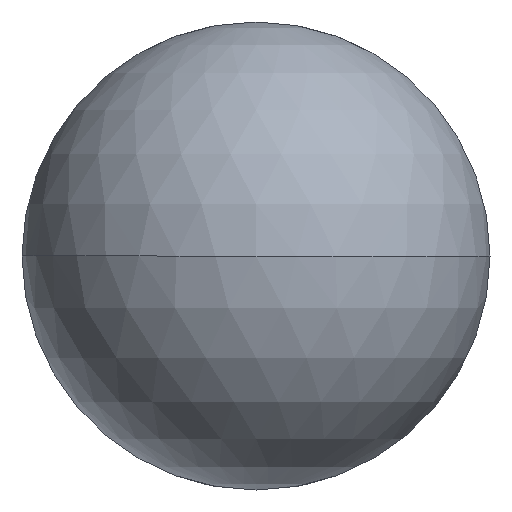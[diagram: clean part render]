
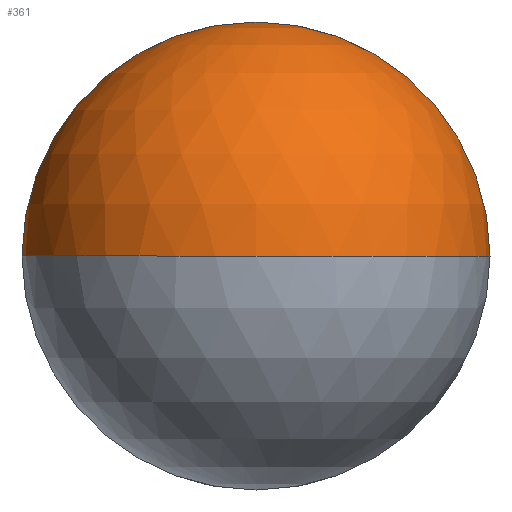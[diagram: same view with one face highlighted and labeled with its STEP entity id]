
A CAD part, front view. The second image highlights one B-rep face of the part: STEP entity #361.
In plain terms, the highlighted spherical face has radius 1.587 mm.
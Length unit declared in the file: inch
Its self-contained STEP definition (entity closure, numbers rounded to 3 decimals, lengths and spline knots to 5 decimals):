
#14 = CIRCLE ( 'NONE', #118, 0.0625 ) ;
#16 = ORIENTED_EDGE ( 'NONE', *, *, #336, .T. ) ;
#35 = CIRCLE ( 'NONE', #200, 0.0625 ) ;
#38 = CARTESIAN_POINT ( 'NONE',  ( 0., 0.0625, 0. ) ) ;
#47 = AXIS2_PLACEMENT_3D ( 'NONE', #221, #70, #76 ) ;
#64 = DIRECTION ( 'NONE',  ( 0., 0., -1. ) ) ;
#70 = DIRECTION ( 'NONE',  ( 0., 0., 1. ) ) ;
#72 = EDGE_CURVE ( 'NONE', #349, #294, #279, .T. ) ;
#76 = DIRECTION ( 'NONE',  ( 1., 0., 0. ) ) ;
#82 = CARTESIAN_POINT ( 'NONE',  ( 0., 0.0625, 0. ) ) ;
#94 = ORIENTED_EDGE ( 'NONE', *, *, #115, .F. ) ;
#97 = EDGE_LOOP ( 'NONE', ( #129, #347, #94, #16 ) ) ;
#112 = DIRECTION ( 'NONE',  ( 0., -1., 0. ) ) ;
#115 = EDGE_CURVE ( 'NONE', #203, #294, #14, .T. ) ;
#118 = AXIS2_PLACEMENT_3D ( 'NONE', #189, #174, #201 ) ;
#119 = VERTEX_POINT ( 'NONE', #223 ) ;
#129 = ORIENTED_EDGE ( 'NONE', *, *, #154, .T. ) ;
#154 = EDGE_CURVE ( 'NONE', #119, #349, #308, .T. ) ;
#174 = DIRECTION ( 'NONE',  ( 0., 0., -1. ) ) ;
#181 = FACE_OUTER_BOUND ( 'NONE', #97, .T. ) ;
#189 = CARTESIAN_POINT ( 'NONE',  ( 0., 0.0625, 0. ) ) ;
#192 = AXIS2_PLACEMENT_3D ( 'NONE', #82, #112, #197 ) ;
#197 = DIRECTION ( 'NONE',  ( 0., 0., -1. ) ) ;
#200 = AXIS2_PLACEMENT_3D ( 'NONE', #38, #330, #64 ) ;
#201 = DIRECTION ( 'NONE',  ( -1., 0., 0. ) ) ;
#203 = VERTEX_POINT ( 'NONE', #222 ) ;
#218 = CARTESIAN_POINT ( 'NONE',  ( 0., 0.0625, 0. ) ) ;
#221 = CARTESIAN_POINT ( 'NONE',  ( 0., 0.0625, 0. ) ) ;
#222 = CARTESIAN_POINT ( 'NONE',  ( 0.0625, 0.0625, 0. ) ) ;
#223 = CARTESIAN_POINT ( 'NONE',  ( 0., 0.0625, 0.0625 ) ) ;
#245 = DIRECTION ( 'NONE',  ( 1., 0., 0. ) ) ;
#279 = CIRCLE ( 'NONE', #47, 0.0625 ) ;
#288 = CARTESIAN_POINT ( 'NONE',  ( 0., 0., 0. ) ) ;
#292 = CARTESIAN_POINT ( 'NONE',  ( -0.0625, 0.0625, 0. ) ) ;
#294 = VERTEX_POINT ( 'NONE', #288 ) ;
#308 = CIRCLE ( 'NONE', #192, 0.0625 ) ;
#330 = DIRECTION ( 'NONE',  ( 0., -1., 0. ) ) ;
#336 = EDGE_CURVE ( 'NONE', #203, #119, #35, .T. ) ;
#347 = ORIENTED_EDGE ( 'NONE', *, *, #72, .T. ) ;
#349 = VERTEX_POINT ( 'NONE', #292 ) ;
#353 = AXIS2_PLACEMENT_3D ( 'NONE', #218, #364, #245 ) ;
#360 = SPHERICAL_SURFACE ( 'NONE', #353, 0.0625 ) ;
#361 = ADVANCED_FACE ( 'NONE', ( #181 ), #360, .T. ) ;
#364 = DIRECTION ( 'NONE',  ( 0., 0., 1. ) ) ;
